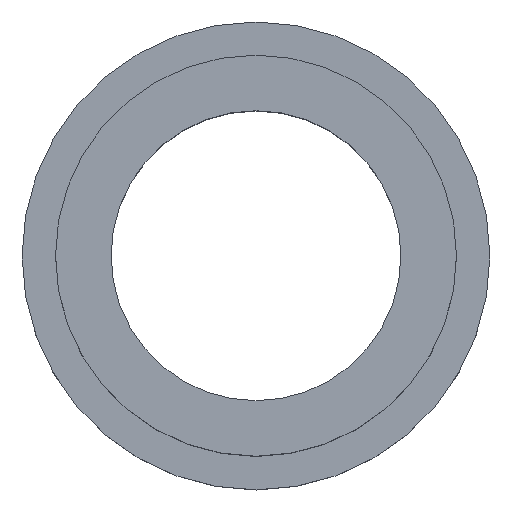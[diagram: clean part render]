
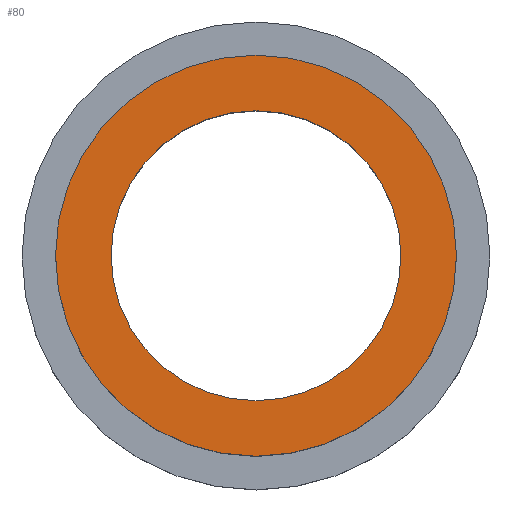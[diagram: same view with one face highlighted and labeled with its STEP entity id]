
A CAD part, top view. The second image highlights one B-rep face of the part: STEP entity #80.
In plain terms, the highlighted planar face has unit normal (0, 0, 1).
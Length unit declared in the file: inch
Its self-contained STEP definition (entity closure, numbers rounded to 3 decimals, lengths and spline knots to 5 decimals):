
#23=FACE_BOUND('',#41,.T.);
#29=FACE_OUTER_BOUND('',#40,.T.);
#40=EDGE_LOOP('',(#70));
#41=EDGE_LOOP('',(#71));
#46=CIRCLE('',#109,0.27106);
#47=CIRCLE('',#111,0.375);
#52=VERTEX_POINT('',#152);
#53=VERTEX_POINT('',#155);
#58=EDGE_CURVE('',#52,#52,#46,.T.);
#59=EDGE_CURVE('',#53,#53,#47,.T.);
#70=ORIENTED_EDGE('',*,*,#59,.T.);
#71=ORIENTED_EDGE('',*,*,#58,.T.);
#74=PLANE('',#112);
#80=ADVANCED_FACE('',(#29,#23),#74,.T.);
#109=AXIS2_PLACEMENT_3D('',#153,#131,#132);
#111=AXIS2_PLACEMENT_3D('',#156,#135,#136);
#112=AXIS2_PLACEMENT_3D('',#157,#137,#138);
#131=DIRECTION('center_axis',(0.,0.,-1.));
#132=DIRECTION('ref_axis',(-1.,0.,0.));
#135=DIRECTION('center_axis',(0.,0.,1.));
#136=DIRECTION('ref_axis',(-1.,0.,0.));
#137=DIRECTION('center_axis',(0.,0.,1.));
#138=DIRECTION('ref_axis',(1.,0.,0.));
#152=CARTESIAN_POINT('',(0.27106,0.,0.25));
#153=CARTESIAN_POINT('Origin',(0.,0.,0.25));
#155=CARTESIAN_POINT('',(0.375,0.,0.25));
#156=CARTESIAN_POINT('Origin',(0.,0.,0.25));
#157=CARTESIAN_POINT('Origin',(0.,0.,
0.25));
